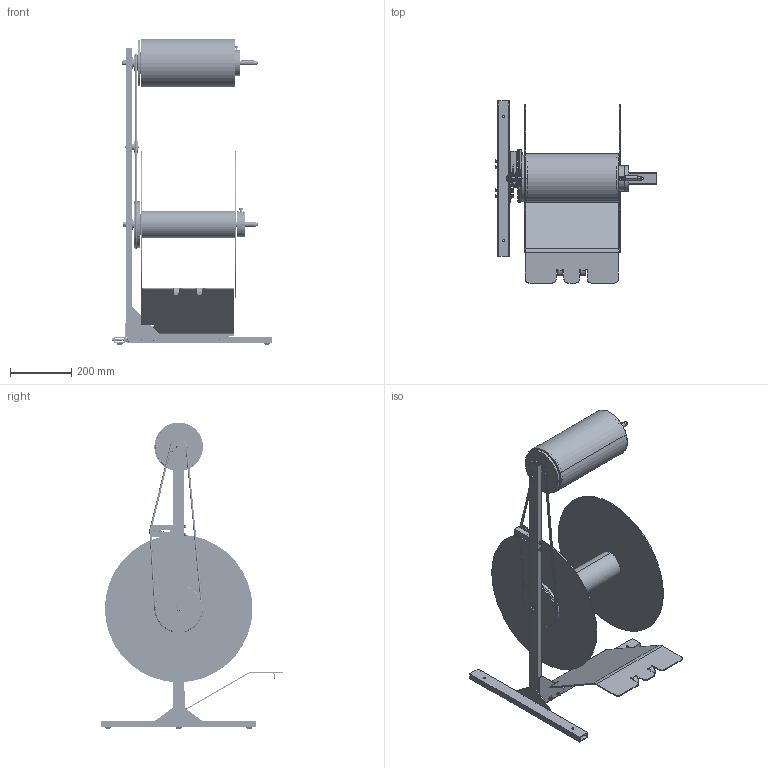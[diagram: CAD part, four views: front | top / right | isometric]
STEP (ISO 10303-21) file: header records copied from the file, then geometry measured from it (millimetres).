
FILE_DESCRIPTION (( 'STEP AP203' ), '1' );
FILE_NAME ('PD3SF .STEP', '2017-03-14T18:38:57', ( 'IT' ), ( 'Panduit Corp.' ), 'SwSTEP 2.0', 'SolidWorks 2016', '' );
FILE_SCHEMA (( 'CONFIG_CONTROL_DESIGN' ));
Length unit declared in the file: inch
Products named in the file (69): PD3SF .sldasm-Part-60; PD3SF .sldasm-Part-29; PD3SF .sldasm-Part-52; PD3SF .sldasm-Part-21; PD3SF .sldasm-Part-13; PD3SF .sldasm-Part-5; PD3SF .sldasm-Part-46; PD3SF .sldasm-Part-38; PD3SF ; PD3SF .sldasm-Part-61; PD3SF .sldasm-Part-30; PD3SF .sldasm-Part-53; PD3SF .sldasm-Part-22; PD3SF .sldasm-Part-14; PD3SF .sldasm-Part-6; PD3SF .sldasm-Part-47; PD3SF .sldasm-Part-39; PD3SF .sldasm-Part-62; PD3SF .sldasm-Part-31; PD3SF .sldasm-Part-54; PD3SF .sldasm-Part-23; PD3SF .sldasm-Part-15; PD3SF .sldasm-Part-7; PD3SF .sldasm-Part-48; PD3SF .sldasm-Part-40; PD3SF .sldasm-Part-63; PD3SF .sldasm-Part-32; PD3SF .sldasm-Part-55; PD3SF .sldasm-Part-24; PD3SF .sldasm-Part-16; PD3SF .sldasm-Part-8; PD3SF .sldasm-Part-49; PD3SF .sldasm-Part-41; PD3SF .sldasm-Part-64; PD3SF .sldasm-Part-33; PD3SF .sldasm-Part-56; PD3SF .sldasm-Part-25; PD3SF .sldasm-Part-17; PD3SF .sldasm-Part-9; PD3SF .sldasm-Part-50 ...
Assembly tree (129 placements, depth 2):
  PD3SF 
    PD3SF .sldasm-Part-1
    PD3SF .sldasm-Part-2  x2
    PD3SF .sldasm-Part-3
    PD3SF .sldasm-Part-4
    PD3SF .sldasm-Part-5
    PD3SF .sldasm-Part-6
    PD3SF .sldasm-Part-7  x8
    PD3SF .sldasm-Part-8
    PD3SF .sldasm-Part-9
    PD3SF .sldasm-Part-10
    PD3SF .sldasm-Part-11
    PD3SF .sldasm-Part-12
    PD3SF .sldasm-Part-13
    PD3SF .sldasm-Part-14
    PD3SF .sldasm-Part-15
    PD3SF .sldasm-Part-16
    PD3SF .sldasm-Part-17
    PD3SF .sldasm-Part-18
    PD3SF .sldasm-Part-19
    PD3SF .sldasm-Part-20
    PD3SF .sldasm-Part-21
    PD3SF .sldasm-Part-22
    PD3SF .sldasm-Part-23
    PD3SF .sldasm-Part-24
    PD3SF .sldasm-Part-25
    PD3SF .sldasm-Part-26
    PD3SF .sldasm-Part-27
    PD3SF .sldasm-Part-28
    PD3SF .sldasm-Part-29
    PD3SF .sldasm-Part-30
    PD3SF .sldasm-Part-31
    PD3SF .sldasm-Part-32  x4
    PD3SF .sldasm-Part-33
    PD3SF .sldasm-Part-34
    PD3SF .sldasm-Part-35
    PD3SF .sldasm-Part-36
    PD3SF .sldasm-Part-37  x3
    PD3SF .sldasm-Part-38
    PD3SF .sldasm-Part-39  x8
    PD3SF .sldasm-Part-40  x8
    PD3SF .sldasm-Part-41  x8
    PD3SF .sldasm-Part-42  x8
    PD3SF .sldasm-Part-43
    PD3SF .sldasm-Part-44  x2
    PD3SF .sldasm-Part-45  x2
    PD3SF .sldasm-Part-46
    PD3SF .sldasm-Part-47  x2
    PD3SF .sldasm-Part-48  x2
    PD3SF .sldasm-Part-49  x2
    PD3SF .sldasm-Part-50  x2
    PD3SF .sldasm-Part-51  x2
    PD3SF .sldasm-Part-52
    PD3SF .sldasm-Part-53
    PD3SF .sldasm-Part-54
    PD3SF .sldasm-Part-55
    PD3SF .sldasm-Part-56  x2
    PD3SF .sldasm-Part-57
    PD3SF .sldasm-Part-58  x2
    PD3SF .sldasm-Part-59
Bounding box: 523.88 x 595.16 x 1002.89 mm (x, y, z)
Volume: 5692302.9 mm3; surface area: 2218598.8 mm2
Topology: 88 solids, 151 shells, 2761 faces, 7129 edges, 4643 vertices
Faces by surface type: cylinder 1610, plane 673, cone 308, torus 98, bspline 72
Entity records: 68520 total; most frequent: CARTESIAN_POINT 31794, DIRECTION 5664, ORIENTED_EDGE 5570, EDGE_CURVE 2919, AXIS2_PLACEMENT_3D 2204, VERTEX_POINT 1940, EDGE_LOOP 1319, LINE 1256
